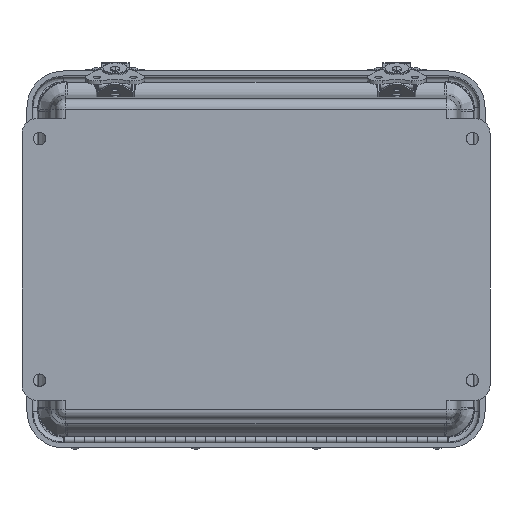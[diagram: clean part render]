
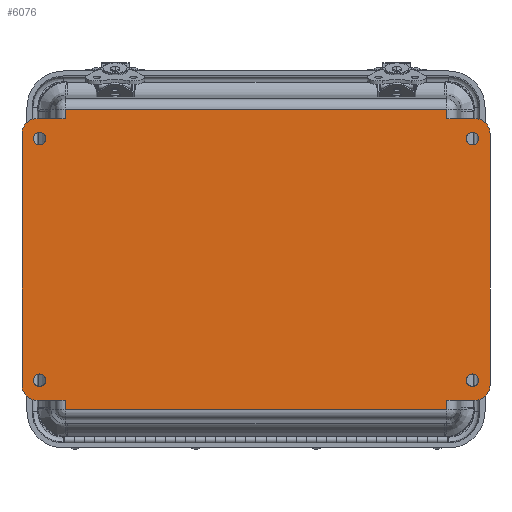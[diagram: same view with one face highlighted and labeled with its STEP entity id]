
A CAD part, front view. The second image highlights one B-rep face of the part: STEP entity #6076.
In plain terms, the highlighted face is planar.
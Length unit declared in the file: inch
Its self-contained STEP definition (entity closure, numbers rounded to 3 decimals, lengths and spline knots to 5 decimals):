
#1213=CARTESIAN_POINT('',(-5.219,-3.0,4.015));
#1214=VERTEX_POINT('',#1213);
#1215=CARTESIAN_POINT('',(-5.375,-3.0,4.015));
#1216=DIRECTION('',(0.0,0.0,-1.0));
#1217=DIRECTION('',(-1.0,0.0,0.0));
#1218=AXIS2_PLACEMENT_3D('',#1215,#1216,#1217);
#1219=CIRCLE('',#1218,0.156);
#1220=EDGE_CURVE('',#1214,#1214,#1219,.T.);
#1241=CARTESIAN_POINT('',(5.531,-3.0,4.015));
#1242=VERTEX_POINT('',#1241);
#1243=CARTESIAN_POINT('',(5.375,-3.0,4.015));
#1244=DIRECTION('',(0.0,0.0,-1.0));
#1245=DIRECTION('',(-1.0,0.0,0.0));
#1246=AXIS2_PLACEMENT_3D('',#1243,#1244,#1245);
#1247=CIRCLE('',#1246,0.156);
#1248=EDGE_CURVE('',#1242,#1242,#1247,.T.);
#1269=CARTESIAN_POINT('',(5.531,3.0,4.015));
#1270=VERTEX_POINT('',#1269);
#1271=CARTESIAN_POINT('',(5.375,3.0,4.015));
#1272=DIRECTION('',(0.0,0.0,-1.0));
#1273=DIRECTION('',(-1.0,0.0,0.0));
#1274=AXIS2_PLACEMENT_3D('',#1271,#1272,#1273);
#1275=CIRCLE('',#1274,0.156);
#1276=EDGE_CURVE('',#1270,#1270,#1275,.T.);
#1297=CARTESIAN_POINT('',(-5.219,3.0,4.015));
#1298=VERTEX_POINT('',#1297);
#1299=CARTESIAN_POINT('',(-5.375,3.0,4.015));
#1300=DIRECTION('',(0.0,0.0,-1.0));
#1301=DIRECTION('',(-1.0,0.0,0.0));
#1302=AXIS2_PLACEMENT_3D('',#1299,#1300,#1301);
#1303=CIRCLE('',#1302,0.156);
#1304=EDGE_CURVE('',#1298,#1298,#1303,.T.);
#5365=CARTESIAN_POINT('',(-4.74229,-3.5,4.015));
#5366=VERTEX_POINT('',#5365);
#5376=CARTESIAN_POINT('',(-5.4375,-3.5,4.015));
#5377=VERTEX_POINT('',#5376);
#5378=CARTESIAN_POINT('',(-4.74229,-3.5,4.015));
#5379=DIRECTION('',(-1.0,0.0,0.0));
#5380=VECTOR('',#5379,0.69521);
#5381=LINE('',#5378,#5380);
#5382=EDGE_CURVE('',#5366,#5377,#5381,.T.);
#5446=CARTESIAN_POINT('',(-4.739,-3.73524,4.015));
#5447=VERTEX_POINT('',#5446);
#5455=CARTESIAN_POINT('',(-4.74229,-3.73195,4.015));
#5456=VERTEX_POINT('',#5455);
#5457=CARTESIAN_POINT('',(-4.739,-3.73195,4.015));
#5458=DIRECTION('',(0.0,0.0,-1.0));
#5459=DIRECTION('',(-1.,-0.007,0.0));
#5460=AXIS2_PLACEMENT_3D('',#5457,#5458,#5459);
#5461=CIRCLE('',#5460,0.00329);
#5462=EDGE_CURVE('',#5447,#5456,#5461,.T.);
#5480=CARTESIAN_POINT('',(-4.74229,-3.73195,4.015));
#5481=DIRECTION('',(0.0,1.0,0.0));
#5482=VECTOR('',#5481,0.23195);
#5483=LINE('',#5480,#5482);
#5484=EDGE_CURVE('',#5456,#5366,#5483,.T.);
#5583=CARTESIAN_POINT('',(-4.74229,3.5,4.015));
#5584=VERTEX_POINT('',#5583);
#5592=CARTESIAN_POINT('',(-4.74229,3.73195,4.015));
#5593=VERTEX_POINT('',#5592);
#5594=CARTESIAN_POINT('',(-4.74229,3.5,4.015));
#5595=DIRECTION('',(0.0,1.0,0.0));
#5596=VECTOR('',#5595,0.23195);
#5597=LINE('',#5594,#5596);
#5598=EDGE_CURVE('',#5584,#5593,#5597,.T.);
#5634=CARTESIAN_POINT('',(-5.4375,3.5,4.015));
#5635=VERTEX_POINT('',#5634);
#5636=CARTESIAN_POINT('',(-5.4375,3.5,4.015));
#5637=DIRECTION('',(1.0,0.0,0.0));
#5638=VECTOR('',#5637,0.69521);
#5639=LINE('',#5636,#5638);
#5640=EDGE_CURVE('',#5635,#5584,#5639,.T.);
#5704=CARTESIAN_POINT('',(-4.739,3.73524,4.015));
#5705=VERTEX_POINT('',#5704);
#5715=CARTESIAN_POINT('',(-4.739,3.73195,4.015));
#5716=DIRECTION('',(0.0,0.0,-1.0));
#5717=DIRECTION('',(-1.,0.007,0.0));
#5718=AXIS2_PLACEMENT_3D('',#5715,#5716,#5717);
#5719=CIRCLE('',#5718,0.00329);
#5720=EDGE_CURVE('',#5593,#5705,#5719,.T.);
#5751=CARTESIAN_POINT('',(4.739,3.73524,4.015));
#5752=VERTEX_POINT('',#5751);
#5753=CARTESIAN_POINT('',(-4.739,3.73524,4.015));
#5754=DIRECTION('',(1.0,0.0,0.0));
#5755=VECTOR('',#5754,9.478);
#5756=LINE('',#5753,#5755);
#5757=EDGE_CURVE('',#5705,#5752,#5756,.T.);
#5783=CARTESIAN_POINT('',(4.74229,3.5,4.015));
#5784=VERTEX_POINT('',#5783);
#5794=CARTESIAN_POINT('',(5.4375,3.5,4.015));
#5795=VERTEX_POINT('',#5794);
#5796=CARTESIAN_POINT('',(4.74229,3.5,4.015));
#5797=DIRECTION('',(1.0,0.0,0.0));
#5798=VECTOR('',#5797,0.69521);
#5799=LINE('',#5796,#5798);
#5800=EDGE_CURVE('',#5784,#5795,#5799,.T.);
#5835=CARTESIAN_POINT('',(4.74229,3.73195,4.015));
#5836=VERTEX_POINT('',#5835);
#5844=CARTESIAN_POINT('',(4.74229,3.73195,4.015));
#5845=DIRECTION('',(0.0,-1.0,0.0));
#5846=VECTOR('',#5845,0.23195);
#5847=LINE('',#5844,#5846);
#5848=EDGE_CURVE('',#5836,#5784,#5847,.T.);
#5955=CARTESIAN_POINT('',(4.739,3.73195,4.015));
#5956=DIRECTION('',(0.0,0.0,-1.0));
#5957=DIRECTION('',(1.,0.007,0.0));
#5958=AXIS2_PLACEMENT_3D('',#5955,#5956,#5957);
#5959=CIRCLE('',#5958,0.00329);
#5960=EDGE_CURVE('',#5752,#5836,#5959,.T.);
#5966=CARTESIAN_POINT('',(0.,0.0,4.015));
#5967=DIRECTION('',(0.0,0.0,1.0));
#5968=DIRECTION('',(1.0,0.0,0.0));
#5969=AXIS2_PLACEMENT_3D('',#5966,#5967,#5968);
#5970=PLANE('',#5969);
#5971=ORIENTED_EDGE('',*,*,#5382,.F.);
#5972=ORIENTED_EDGE('',*,*,#5484,.F.);
#5973=ORIENTED_EDGE('',*,*,#5462,.F.);
#5974=CARTESIAN_POINT('',(4.739,-3.73524,4.015));
#5975=VERTEX_POINT('',#5974);
#5976=CARTESIAN_POINT('',(4.739,-3.73524,4.015));
#5977=DIRECTION('',(-1.0,0.0,0.0));
#5978=VECTOR('',#5977,9.478);
#5979=LINE('',#5976,#5978);
#5980=EDGE_CURVE('',#5975,#5447,#5979,.T.);
#5981=ORIENTED_EDGE('',*,*,#5980,.F.);
#5982=CARTESIAN_POINT('',(4.74229,-3.73195,4.015));
#5983=VERTEX_POINT('',#5982);
#5984=CARTESIAN_POINT('',(4.739,-3.73195,4.015));
#5985=DIRECTION('',(0.0,0.0,-1.0));
#5986=DIRECTION('',(1.,-0.007,0.0));
#5987=AXIS2_PLACEMENT_3D('',#5984,#5985,#5986);
#5988=CIRCLE('',#5987,0.00329);
#5989=EDGE_CURVE('',#5983,#5975,#5988,.T.);
#5990=ORIENTED_EDGE('',*,*,#5989,.F.);
#5991=CARTESIAN_POINT('',(4.74229,-3.5,4.015));
#5992=VERTEX_POINT('',#5991);
#5993=CARTESIAN_POINT('',(4.74229,-3.5,4.015));
#5994=DIRECTION('',(0.0,-1.0,0.0));
#5995=VECTOR('',#5994,0.23195);
#5996=LINE('',#5993,#5995);
#5997=EDGE_CURVE('',#5992,#5983,#5996,.T.);
#5998=ORIENTED_EDGE('',*,*,#5997,.F.);
#5999=CARTESIAN_POINT('',(5.4375,-3.5,4.015));
#6000=VERTEX_POINT('',#5999);
#6001=CARTESIAN_POINT('',(5.4375,-3.5,4.015));
#6002=DIRECTION('',(-1.0,0.0,0.0));
#6003=VECTOR('',#6002,0.69521);
#6004=LINE('',#6001,#6003);
#6005=EDGE_CURVE('',#6000,#5992,#6004,.T.);
#6006=ORIENTED_EDGE('',*,*,#6005,.F.);
#6007=CARTESIAN_POINT('',(5.8125,-3.125,4.015));
#6008=VERTEX_POINT('',#6007);
#6009=CARTESIAN_POINT('',(5.4375,-3.125,4.015));
#6010=DIRECTION('',(0.0,0.0,-1.0));
#6011=DIRECTION('',(0.707,-0.707,0.0));
#6012=AXIS2_PLACEMENT_3D('',#6009,#6010,#6011);
#6013=CIRCLE('',#6012,0.375);
#6014=EDGE_CURVE('',#6008,#6000,#6013,.T.);
#6015=ORIENTED_EDGE('',*,*,#6014,.F.);
#6016=CARTESIAN_POINT('',(5.8125,3.125,4.015));
#6017=VERTEX_POINT('',#6016);
#6018=CARTESIAN_POINT('',(5.8125,3.125,4.015));
#6019=DIRECTION('',(0.0,-1.0,0.0));
#6020=VECTOR('',#6019,6.25);
#6021=LINE('',#6018,#6020);
#6022=EDGE_CURVE('',#6017,#6008,#6021,.T.);
#6023=ORIENTED_EDGE('',*,*,#6022,.F.);
#6024=CARTESIAN_POINT('',(5.4375,3.125,4.015));
#6025=DIRECTION('',(0.0,0.0,-1.0));
#6026=DIRECTION('',(0.707,0.707,0.0));
#6027=AXIS2_PLACEMENT_3D('',#6024,#6025,#6026);
#6028=CIRCLE('',#6027,0.375);
#6029=EDGE_CURVE('',#5795,#6017,#6028,.T.);
#6030=ORIENTED_EDGE('',*,*,#6029,.F.);
#6031=ORIENTED_EDGE('',*,*,#5800,.F.);
#6032=ORIENTED_EDGE('',*,*,#5848,.F.);
#6033=ORIENTED_EDGE('',*,*,#5960,.F.);
#6034=ORIENTED_EDGE('',*,*,#5757,.F.);
#6035=ORIENTED_EDGE('',*,*,#5720,.F.);
#6036=ORIENTED_EDGE('',*,*,#5598,.F.);
#6037=ORIENTED_EDGE('',*,*,#5640,.F.);
#6038=CARTESIAN_POINT('',(-5.8125,3.125,4.015));
#6039=VERTEX_POINT('',#6038);
#6040=CARTESIAN_POINT('',(-5.4375,3.125,4.015));
#6041=DIRECTION('',(0.0,0.0,-1.0));
#6042=DIRECTION('',(-0.707,0.707,0.0));
#6043=AXIS2_PLACEMENT_3D('',#6040,#6041,#6042);
#6044=CIRCLE('',#6043,0.375);
#6045=EDGE_CURVE('',#6039,#5635,#6044,.T.);
#6046=ORIENTED_EDGE('',*,*,#6045,.F.);
#6047=CARTESIAN_POINT('',(-5.8125,-3.125,4.015));
#6048=VERTEX_POINT('',#6047);
#6049=CARTESIAN_POINT('',(-5.8125,3.125,4.015));
#6050=DIRECTION('',(0.0,-1.0,0.0));
#6051=VECTOR('',#6050,6.25);
#6052=LINE('',#6049,#6051);
#6053=EDGE_CURVE('',#6039,#6048,#6052,.T.);
#6054=ORIENTED_EDGE('',*,*,#6053,.T.);
#6055=CARTESIAN_POINT('',(-5.4375,-3.125,4.015));
#6056=DIRECTION('',(0.0,0.0,-1.0));
#6057=DIRECTION('',(-0.707,-0.707,0.0));
#6058=AXIS2_PLACEMENT_3D('',#6055,#6056,#6057);
#6059=CIRCLE('',#6058,0.375);
#6060=EDGE_CURVE('',#5377,#6048,#6059,.T.);
#6061=ORIENTED_EDGE('',*,*,#6060,.F.);
#6062=EDGE_LOOP('',(#5971,#5972,#5973,#5981,#5990,#5998,#6006,#6015,#6023,#6030,#6031,#6032,#6033,#6034,#6035,#6036,#6037,#6046,#6054,#6061));
#6063=FACE_OUTER_BOUND('',#6062,.T.);
#6064=ORIENTED_EDGE('',*,*,#1220,.T.);
#6065=EDGE_LOOP('',(#6064));
#6066=FACE_BOUND('',#6065,.T.);
#6067=ORIENTED_EDGE('',*,*,#1248,.T.);
#6068=EDGE_LOOP('',(#6067));
#6069=FACE_BOUND('',#6068,.T.);
#6070=ORIENTED_EDGE('',*,*,#1276,.T.);
#6071=EDGE_LOOP('',(#6070));
#6072=FACE_BOUND('',#6071,.T.);
#6073=ORIENTED_EDGE('',*,*,#1304,.T.);
#6074=EDGE_LOOP('',(#6073));
#6075=FACE_BOUND('',#6074,.T.);
#6076=ADVANCED_FACE('',(#6063,#6066,#6069,#6072,#6075),#5970,.T.);
